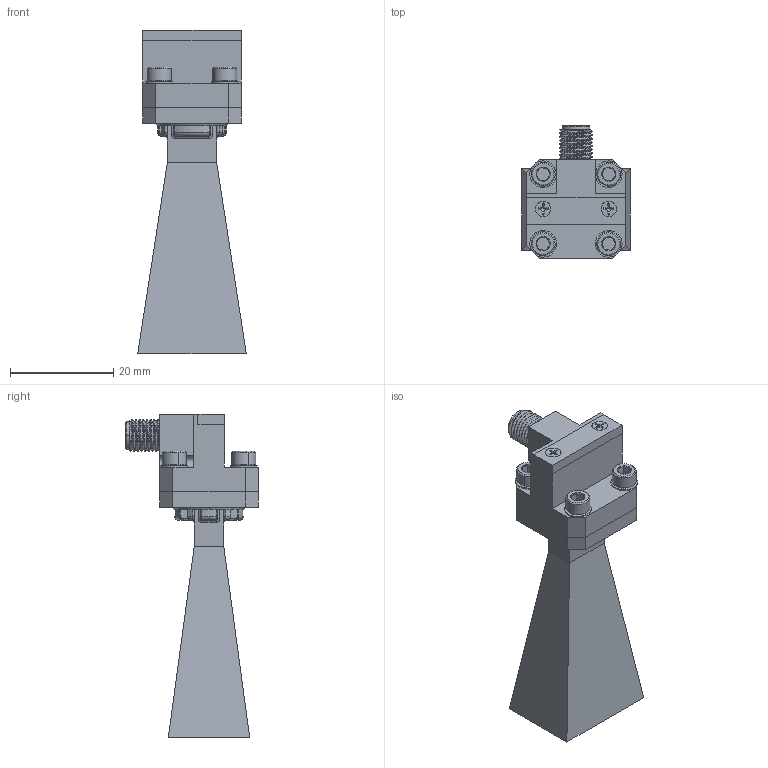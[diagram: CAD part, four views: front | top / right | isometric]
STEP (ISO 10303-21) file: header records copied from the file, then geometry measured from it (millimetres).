
FILE_DESCRIPTION (( 'STEP AP214' ), '1' );
FILE_NAME ('PE9850-2F-15.STEP', '2017-06-15T17:49:06', ( '' ), ( '' ), 'SwSTEP 2.0', 'SolidWorks 2014', '' );
FILE_SCHEMA (( 'AUTOMOTIVE_DESIGN' ));
Length unit declared in the file: inch
Products named in the file (4): PE9850-2F-15; Copy of 4-40 Hex^PE9850-2F-15; pe9850-15; PE9826
Assembly tree (6 placements, depth 2):
  PE9850-2F-15
    pe9850-15
    PE9826
    Copy of 4-40 Hex^PE9850-2F-15  x4
Bounding box: 21.01 x 25.63 x 62.59 mm (x, y, z)
Volume: 6345 mm3; surface area: 8574.6 mm2
Topology: 9 solids, 9 shells, 749 faces, 1954 edges, 1240 vertices
Faces by surface type: cylinder 414, plane 182, cone 96, bspline 30, torus 19, sphere 8
Entity records: 19976 total; most frequent: CARTESIAN_POINT 8083, ORIENTED_EDGE 2582, DIRECTION 2174, EDGE_CURVE 1291, VERTEX_POINT 823, AXIS2_PLACEMENT_3D 806, LINE 562, VECTOR 562
